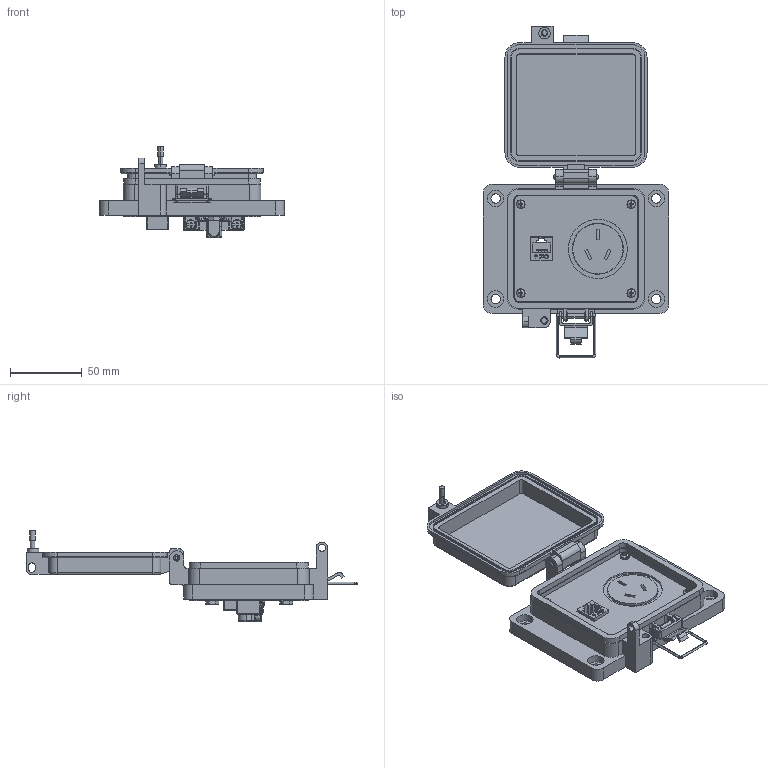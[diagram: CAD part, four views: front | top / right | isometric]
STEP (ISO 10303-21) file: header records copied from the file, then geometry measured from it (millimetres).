
FILE_DESCRIPTION (( 'STEP AP203' ), '1' );
FILE_NAME ('P-R62-K3RA0_3D.STEP', '2019-11-07T14:55:06', ( '' ), ( '' ), 'SwSTEP 2.0', 'SolidWorks 2019', '' );
FILE_SCHEMA (( 'CONFIG_CONTROL_DESIGN' ));
Length unit declared in the file: millimetre
Products named in the file (14): -K3; Z-002-632516HN_90675A007; 92005A124_METRIC PAN HEAD PHILLIPS MACHINE SCREW_92005A124; Z-H-K3_B; RA; P-R62-K3RA0_3D; R62; P-R62-K3RA0_FP060_1; Z-300-RJ45CAT6; 632FH_3_4-IN; P-R62-K3RA0_TP060_1; P-R62-K3RA0_BP180_1; Z-200-OTLT-RA; Z-000-4243316TFP
Assembly tree (20 placements, depth 3):
  P-R62-K3RA0_3D
    P-R62-K3RA0_BP180_1
    P-R62-K3RA0_TP060_1
    Z-000-4243316TFP  x3
    RA
      Z-200-OTLT-RA
    P-R62-K3RA0_FP060_1
    R62
      Z-300-RJ45CAT6
    632FH_3_4-IN  x2
    Z-002-632516HN_90675A007  x2
    -K3
      Z-H-K3_B
    92005A124_METRIC PAN HEAD PHILLIPS MACHINE SCREW_92005A124  x4
Bounding box: 129 x 231.28 x 63.45 mm (x, y, z)
Volume: 194887.4 mm3; surface area: 114900.8 mm2
Topology: 26 solids, 26 shells, 2612 faces, 7270 edges, 4745 vertices
Faces by surface type: cylinder 1260, plane 837, bspline 263, cone 157, torus 67, sphere 28
Entity records: 68639 total; most frequent: CARTESIAN_POINT 24982, ORIENTED_EDGE 9498, DIRECTION 7883, EDGE_CURVE 4749, VERTEX_POINT 3096, AXIS2_PLACEMENT_3D 2648, VECTOR 2587, LINE 2587
